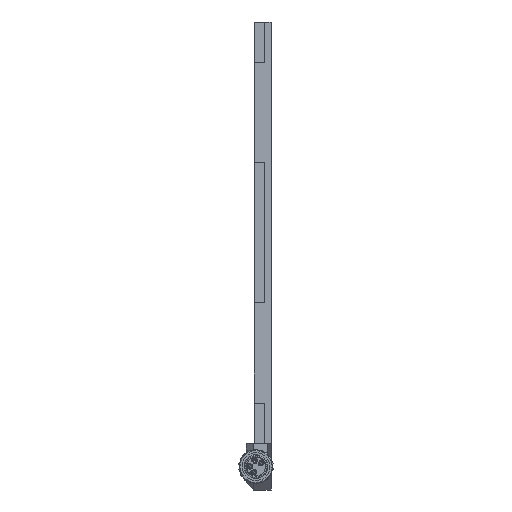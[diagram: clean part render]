
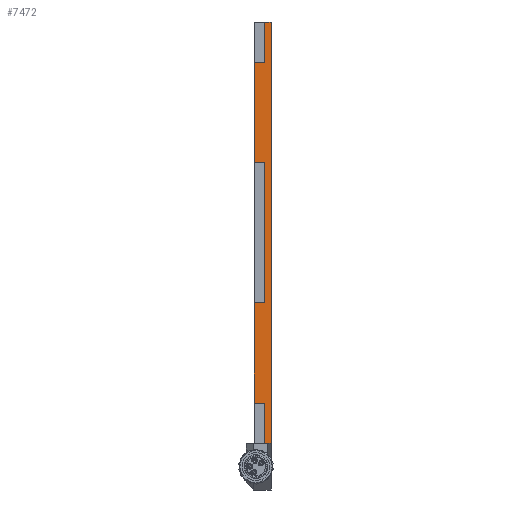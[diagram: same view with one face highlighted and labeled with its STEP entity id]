
A CAD part, left-side view. The second image highlights one B-rep face of the part: STEP entity #7472.
In plain terms, the highlighted planar face has unit normal (-1, 0, 0).
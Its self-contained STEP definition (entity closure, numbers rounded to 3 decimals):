
#473=PLANE('',#8270);
#838=FACE_OUTER_BOUND('',#1291,.T.);
#1291=EDGE_LOOP('',(#6443,#6444,#6445,#6446,#6447,#6448,#6449,#6450,#6451,
#6452,#6453,#6454));
#1763=LINE('',#13019,#2349);
#1767=LINE('',#13027,#2353);
#1783=LINE('',#13059,#2369);
#1793=LINE('',#13079,#2379);
#1831=LINE('',#13197,#2417);
#1835=LINE('',#13205,#2421);
#1839=LINE('',#13214,#2425);
#1844=LINE('',#13234,#2430);
#1847=LINE('',#13239,#2433);
#1850=LINE('',#13245,#2436);
#1851=LINE('',#13249,#2437);
#1854=LINE('',#13255,#2440);
#2349=VECTOR('',#9952,10.);
#2353=VECTOR('',#9956,10.);
#2369=VECTOR('',#9974,10.);
#2379=VECTOR('',#9988,10.);
#2417=VECTOR('',#10090,10.);
#2421=VECTOR('',#10100,10.);
#2425=VECTOR('',#10106,10.);
#2430=VECTOR('',#10123,10.);
#2433=VECTOR('',#10130,10.);
#2436=VECTOR('',#10135,10.);
#2437=VECTOR('',#10140,10.);
#2440=VECTOR('',#10149,10.);
#3378=VERTEX_POINT('',#13016);
#3379=VERTEX_POINT('',#13018);
#3382=VERTEX_POINT('',#13024);
#3383=VERTEX_POINT('',#13026);
#3397=VERTEX_POINT('',#13056);
#3398=VERTEX_POINT('',#13058);
#3406=VERTEX_POINT('',#13077);
#3453=VERTEX_POINT('',#13194);
#3454=VERTEX_POINT('',#13196);
#3456=VERTEX_POINT('',#13207);
#3459=VERTEX_POINT('',#13212);
#3469=VERTEX_POINT('',#13241);
#4379=EDGE_CURVE('',#3378,#3379,#1763,.T.);
#4383=EDGE_CURVE('',#3382,#3383,#1767,.T.);
#4399=EDGE_CURVE('',#3397,#3398,#1783,.T.);
#4409=EDGE_CURVE('',#3406,#3397,#1793,.T.);
#4468=EDGE_CURVE('',#3453,#3454,#1831,.T.);
#4473=EDGE_CURVE('',#3453,#3383,#1835,.T.);
#4477=EDGE_CURVE('',#3459,#3456,#1839,.T.);
#4487=EDGE_CURVE('',#3456,#3382,#1844,.T.);
#4490=EDGE_CURVE('',#3459,#3379,#1847,.T.);
#4493=EDGE_CURVE('',#3398,#3469,#1850,.T.);
#4495=EDGE_CURVE('',#3469,#3378,#1851,.T.);
#4498=EDGE_CURVE('',#3406,#3454,#1854,.T.);
#6443=ORIENTED_EDGE('',*,*,#4490,.T.);
#6444=ORIENTED_EDGE('',*,*,#4379,.F.);
#6445=ORIENTED_EDGE('',*,*,#4495,.F.);
#6446=ORIENTED_EDGE('',*,*,#4493,.F.);
#6447=ORIENTED_EDGE('',*,*,#4399,.F.);
#6448=ORIENTED_EDGE('',*,*,#4409,.F.);
#6449=ORIENTED_EDGE('',*,*,#4498,.T.);
#6450=ORIENTED_EDGE('',*,*,#4468,.F.);
#6451=ORIENTED_EDGE('',*,*,#4473,.T.);
#6452=ORIENTED_EDGE('',*,*,#4383,.F.);
#6453=ORIENTED_EDGE('',*,*,#4487,.F.);
#6454=ORIENTED_EDGE('',*,*,#4477,.F.);
#7472=ADVANCED_FACE('',(#838),#473,.T.);
#8270=AXIS2_PLACEMENT_3D('',#13254,#10147,#10148);
#9952=DIRECTION('',(0.,0.,1.));
#9956=DIRECTION('',(0.,0.,1.));
#9974=DIRECTION('',(0.,1.,0.));
#9988=DIRECTION('',(0.,0.,-1.));
#10090=DIRECTION('',(0.,0.,1.));
#10100=DIRECTION('',(0.,1.,0.));
#10106=DIRECTION('',(0.,0.,1.));
#10123=DIRECTION('',(0.,1.,0.));
#10130=DIRECTION('',(0.,1.,0.));
#10135=DIRECTION('',(0.,0.,1.));
#10140=DIRECTION('',(0.,1.,0.));
#10147=DIRECTION('center_axis',(-1.,0.,0.));
#10148=DIRECTION('ref_axis',(0.,0.,1.));
#10149=DIRECTION('',(0.,1.,0.));
#13016=CARTESIAN_POINT('',(0.,5.,-114.));
#13018=CARTESIAN_POINT('',(0.,5.,-84.));
#13019=CARTESIAN_POINT('',(0.,5.,-94.5));
#13024=CARTESIAN_POINT('',(0.,5.,-42.));
#13026=CARTESIAN_POINT('',(0.,5.,-12.));
#13027=CARTESIAN_POINT('',(0.,5.,-94.5));
#13056=CARTESIAN_POINT('',(0.,0.,-126.));
#13058=CARTESIAN_POINT('',(0.,2.,-126.));
#13059=CARTESIAN_POINT('',(0.,2.5,-126.));
#13077=CARTESIAN_POINT('',(0.,0.,0.));
#13079=CARTESIAN_POINT('',(0.,0.,0.));
#13194=CARTESIAN_POINT('',(0.,2.,-12.));
#13196=CARTESIAN_POINT('',(0.,2.,0.));
#13197=CARTESIAN_POINT('',(0.,2.,0.));
#13205=CARTESIAN_POINT('',(0.,1.,-12.));
#13207=CARTESIAN_POINT('',(0.,2.,-42.));
#13212=CARTESIAN_POINT('',(0.,2.,-84.));
#13214=CARTESIAN_POINT('',(0.,2.,0.));
#13234=CARTESIAN_POINT('',(0.,1.,-42.));
#13239=CARTESIAN_POINT('',(0.,1.,-84.));
#13241=CARTESIAN_POINT('',(0.,2.,-114.));
#13245=CARTESIAN_POINT('',(0.,2.,0.));
#13249=CARTESIAN_POINT('',(0.,1.,-114.));
#13254=CARTESIAN_POINT('Origin',(0.,0.,-126.));
#13255=CARTESIAN_POINT('',(0.,2.5,0.));
